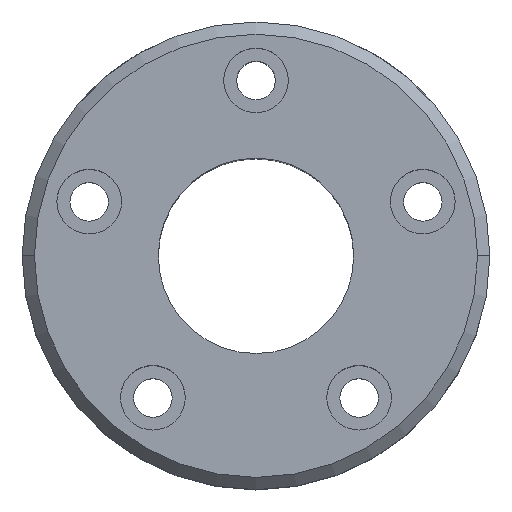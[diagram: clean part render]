
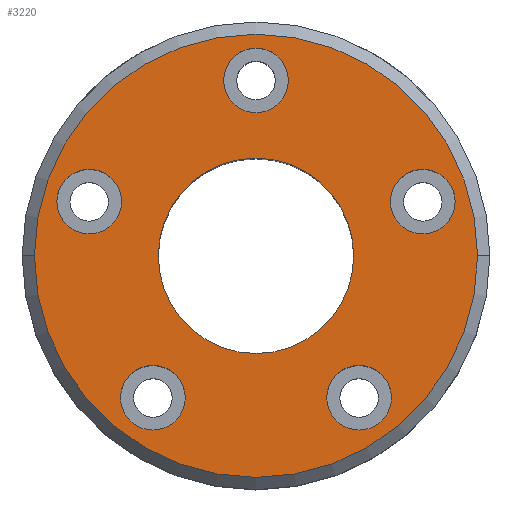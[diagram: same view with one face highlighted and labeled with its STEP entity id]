
A CAD part, top view. The second image highlights one B-rep face of the part: STEP entity #3220.
In plain terms, the highlighted planar face has unit normal (0, 0, 1).
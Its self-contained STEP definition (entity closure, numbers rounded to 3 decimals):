
#130 = PLANE ( 'NONE',  #3078 ) ;
#271 = FACE_BOUND ( 'NONE', #5950, .T. ) ;
#289 = DIRECTION ( 'NONE',  ( 0., 0., 1. ) ) ;
#305 = ORIENTED_EDGE ( 'NONE', *, *, #1391, .F. ) ;
#702 = DIRECTION ( 'NONE',  ( 0., 0., 1. ) ) ;
#773 = EDGE_CURVE ( 'NONE', #3525, #1753, #1470, .T. ) ;
#866 = CARTESIAN_POINT ( 'NONE',  ( 11.502, -23.057, 77.85 ) ) ;
#971 = CARTESIAN_POINT ( 'NONE',  ( 0., 0., 77.85 ) ) ;
#1191 = ORIENTED_EDGE ( 'NONE', *, *, #2849, .F. ) ;
#1220 = CARTESIAN_POINT ( 'NONE',  ( -27.105, 8.807, 77.85 ) ) ;
#1326 = AXIS2_PLACEMENT_3D ( 'NONE', #1220, #3917, #4534 ) ;
#1391 = EDGE_CURVE ( 'NONE', #2288, #7638, #5024, .T. ) ;
#1434 = EDGE_LOOP ( 'NONE', ( #7301, #8353 ) ) ;
#1450 = AXIS2_PLACEMENT_3D ( 'NONE', #6815, #3524, #2828 ) ;
#1470 = CIRCLE ( 'NONE', #4912, 5.25 ) ;
#1473 = CARTESIAN_POINT ( 'NONE',  ( 32.355, 8.807, 77.85 ) ) ;
#1492 = AXIS2_PLACEMENT_3D ( 'NONE', #1971, #5965, #2594 ) ;
#1719 = FACE_BOUND ( 'NONE', #7208, .T. ) ;
#1753 = VERTEX_POINT ( 'NONE', #7782 ) ;
#1780 = EDGE_CURVE ( 'NONE', #5614, #7104, #4043, .T. ) ;
#1851 = VERTEX_POINT ( 'NONE', #2488 ) ;
#1971 = CARTESIAN_POINT ( 'NONE',  ( -16.752, -23.057, 77.85 ) ) ;
#2035 = FACE_BOUND ( 'NONE', #4612, .T. ) ;
#2042 = DIRECTION ( 'NONE',  ( 0., 0., 1. ) ) ;
#2086 = ORIENTED_EDGE ( 'NONE', *, *, #5333, .F. ) ;
#2115 = EDGE_CURVE ( 'NONE', #7638, #2288, #3727, .T. ) ;
#2135 = CIRCLE ( 'NONE', #4421, 36. ) ;
#2179 = CARTESIAN_POINT ( 'NONE',  ( -16.752, -23.057, 77.85 ) ) ;
#2249 = VERTEX_POINT ( 'NONE', #7512 ) ;
#2282 = EDGE_CURVE ( 'NONE', #1851, #3226, #2678, .T. ) ;
#2288 = VERTEX_POINT ( 'NONE', #6770 ) ;
#2366 = EDGE_LOOP ( 'NONE', ( #5413, #1191 ) ) ;
#2443 = CIRCLE ( 'NONE', #3240, 36. ) ;
#2488 = CARTESIAN_POINT ( 'NONE',  ( -11.502, -23.057, 77.85 ) ) ;
#2519 = ORIENTED_EDGE ( 'NONE', *, *, #5811, .F. ) ;
#2540 = CARTESIAN_POINT ( 'NONE',  ( 27.105, 8.807, 77.85 ) ) ;
#2566 = DIRECTION ( 'NONE',  ( 0., 0., 1. ) ) ;
#2594 = DIRECTION ( 'NONE',  ( 1., 0., 0. ) ) ;
#2648 = DIRECTION ( 'NONE',  ( 0., 0., 1. ) ) ;
#2656 = CARTESIAN_POINT ( 'NONE',  ( 0., 28.5, 77.85 ) ) ;
#2673 = AXIS2_PLACEMENT_3D ( 'NONE', #2656, #702, #6001 ) ;
#2678 = CIRCLE ( 'NONE', #6241, 5.25 ) ;
#2703 = ORIENTED_EDGE ( 'NONE', *, *, #5859, .F. ) ;
#2828 = DIRECTION ( 'NONE',  ( 1., 0., 0. ) ) ;
#2841 = DIRECTION ( 'NONE',  ( 0., 0., 1. ) ) ;
#2849 = EDGE_CURVE ( 'NONE', #2249, #5635, #5694, .T. ) ;
#2883 = CARTESIAN_POINT ( 'NONE',  ( -5.25, 28.5, 77.85 ) ) ;
#2951 = AXIS2_PLACEMENT_3D ( 'NONE', #3980, #8628, #6621 ) ;
#3009 = ORIENTED_EDGE ( 'NONE', *, *, #773, .F. ) ;
#3057 = DIRECTION ( 'NONE',  ( 1., 0., 0. ) ) ;
#3078 = AXIS2_PLACEMENT_3D ( 'NONE', #6156, #2841, #3434 ) ;
#3220 = ADVANCED_FACE ( 'NONE', ( #7487, #3510, #1719, #6846, #2035, #271, #8426 ), #130, .T. ) ;
#3226 = VERTEX_POINT ( 'NONE', #4098 ) ;
#3240 = AXIS2_PLACEMENT_3D ( 'NONE', #971, #289, #4946 ) ;
#3332 = ORIENTED_EDGE ( 'NONE', *, *, #7228, .F. ) ;
#3402 = CIRCLE ( 'NONE', #2951, 15.875 ) ;
#3434 = DIRECTION ( 'NONE',  ( 1., 0., 0. ) ) ;
#3486 = DIRECTION ( 'NONE',  ( 1., 0., 0. ) ) ;
#3510 = FACE_BOUND ( 'NONE', #5817, .T. ) ;
#3524 = DIRECTION ( 'NONE',  ( 0., 0., 1. ) ) ;
#3525 = VERTEX_POINT ( 'NONE', #6387 ) ;
#3567 = DIRECTION ( 'NONE',  ( 0., 0., 1. ) ) ;
#3595 = CARTESIAN_POINT ( 'NONE',  ( 16.752, -23.057, 77.85 ) ) ;
#3727 = CIRCLE ( 'NONE', #2673, 5.25 ) ;
#3917 = DIRECTION ( 'NONE',  ( 0., 0., 1. ) ) ;
#3980 = CARTESIAN_POINT ( 'NONE',  ( 0., 0., 77.85 ) ) ;
#3992 = EDGE_CURVE ( 'NONE', #4683, #4799, #2135, .T. ) ;
#4024 = CARTESIAN_POINT ( 'NONE',  ( -27.105, 8.807, 77.85 ) ) ;
#4043 = CIRCLE ( 'NONE', #4185, 5.25 ) ;
#4098 = CARTESIAN_POINT ( 'NONE',  ( -22.002, -23.057, 77.85 ) ) ;
#4127 = CIRCLE ( 'NONE', #6877, 5.25 ) ;
#4145 = EDGE_CURVE ( 'NONE', #5635, #2249, #3402, .T. ) ;
#4185 = AXIS2_PLACEMENT_3D ( 'NONE', #5142, #7203, #7809 ) ;
#4300 = ORIENTED_EDGE ( 'NONE', *, *, #2115, .F. ) ;
#4334 = CARTESIAN_POINT ( 'NONE',  ( 0., 0., 77.85 ) ) ;
#4421 = AXIS2_PLACEMENT_3D ( 'NONE', #4334, #6901, #3057 ) ;
#4534 = DIRECTION ( 'NONE',  ( 1., 0., 0. ) ) ;
#4612 = EDGE_LOOP ( 'NONE', ( #7303, #3332 ) ) ;
#4624 = CARTESIAN_POINT ( 'NONE',  ( 0., 0., 77.85 ) ) ;
#4683 = VERTEX_POINT ( 'NONE', #6641 ) ;
#4723 = CARTESIAN_POINT ( 'NONE',  ( 36., 0., 77.85 ) ) ;
#4799 = VERTEX_POINT ( 'NONE', #4723 ) ;
#4846 = CIRCLE ( 'NONE', #1492, 5.25 ) ;
#4911 = AXIS2_PLACEMENT_3D ( 'NONE', #3595, #3567, #3486 ) ;
#4912 = AXIS2_PLACEMENT_3D ( 'NONE', #4024, #8059, #6729 ) ;
#4946 = DIRECTION ( 'NONE',  ( 1., 0., 0. ) ) ;
#5022 = AXIS2_PLACEMENT_3D ( 'NONE', #2540, #2566, #5280 ) ;
#5024 = CIRCLE ( 'NONE', #1450, 5.25 ) ;
#5142 = CARTESIAN_POINT ( 'NONE',  ( 27.105, 8.807, 77.85 ) ) ;
#5158 = CIRCLE ( 'NONE', #1326, 5.25 ) ;
#5251 = CARTESIAN_POINT ( 'NONE',  ( 21.855, 8.807, 77.85 ) ) ;
#5280 = DIRECTION ( 'NONE',  ( 1., 0., 0. ) ) ;
#5333 = EDGE_CURVE ( 'NONE', #8443, #7261, #5689, .T. ) ;
#5413 = ORIENTED_EDGE ( 'NONE', *, *, #4145, .F. ) ;
#5459 = DIRECTION ( 'NONE',  ( 0., 0., 1. ) ) ;
#5614 = VERTEX_POINT ( 'NONE', #1473 ) ;
#5635 = VERTEX_POINT ( 'NONE', #8169 ) ;
#5689 = CIRCLE ( 'NONE', #4911, 5.25 ) ;
#5694 = CIRCLE ( 'NONE', #7550, 15.875 ) ;
#5811 = EDGE_CURVE ( 'NONE', #3226, #1851, #4846, .T. ) ;
#5817 = EDGE_LOOP ( 'NONE', ( #2703, #2086 ) ) ;
#5859 = EDGE_CURVE ( 'NONE', #7261, #8443, #4127, .T. ) ;
#5950 = EDGE_LOOP ( 'NONE', ( #305, #4300 ) ) ;
#5965 = DIRECTION ( 'NONE',  ( 0., 0., 1. ) ) ;
#5970 = CARTESIAN_POINT ( 'NONE',  ( 22.002, -23.057, 77.85 ) ) ;
#6001 = DIRECTION ( 'NONE',  ( 1., 0., 0. ) ) ;
#6156 = CARTESIAN_POINT ( 'NONE',  ( 0., 0., 77.85 ) ) ;
#6241 = AXIS2_PLACEMENT_3D ( 'NONE', #2179, #5459, #8124 ) ;
#6327 = ORIENTED_EDGE ( 'NONE', *, *, #7231, .F. ) ;
#6387 = CARTESIAN_POINT ( 'NONE',  ( -21.855, 8.807, 77.85 ) ) ;
#6598 = DIRECTION ( 'NONE',  ( 1., 0., 0. ) ) ;
#6621 = DIRECTION ( 'NONE',  ( 1., 0., 0. ) ) ;
#6638 = CARTESIAN_POINT ( 'NONE',  ( 16.752, -23.057, 77.85 ) ) ;
#6641 = CARTESIAN_POINT ( 'NONE',  ( -36., 0., 77.85 ) ) ;
#6729 = DIRECTION ( 'NONE',  ( 1., 0., 0. ) ) ;
#6767 = EDGE_LOOP ( 'NONE', ( #3009, #6327 ) ) ;
#6770 = CARTESIAN_POINT ( 'NONE',  ( 5.25, 28.5, 77.85 ) ) ;
#6815 = CARTESIAN_POINT ( 'NONE',  ( 0., 28.5, 77.85 ) ) ;
#6846 = FACE_BOUND ( 'NONE', #6767, .T. ) ;
#6853 = ORIENTED_EDGE ( 'NONE', *, *, #2282, .F. ) ;
#6877 = AXIS2_PLACEMENT_3D ( 'NONE', #6638, #2648, #7330 ) ;
#6901 = DIRECTION ( 'NONE',  ( 0., 0., 1. ) ) ;
#7104 = VERTEX_POINT ( 'NONE', #5251 ) ;
#7157 = CIRCLE ( 'NONE', #5022, 5.25 ) ;
#7203 = DIRECTION ( 'NONE',  ( 0., 0., 1. ) ) ;
#7208 = EDGE_LOOP ( 'NONE', ( #6853, #2519 ) ) ;
#7228 = EDGE_CURVE ( 'NONE', #7104, #5614, #7157, .T. ) ;
#7231 = EDGE_CURVE ( 'NONE', #1753, #3525, #5158, .T. ) ;
#7261 = VERTEX_POINT ( 'NONE', #5970 ) ;
#7301 = ORIENTED_EDGE ( 'NONE', *, *, #3992, .T. ) ;
#7303 = ORIENTED_EDGE ( 'NONE', *, *, #1780, .F. ) ;
#7330 = DIRECTION ( 'NONE',  ( 1., 0., 0. ) ) ;
#7487 = FACE_OUTER_BOUND ( 'NONE', #1434, .T. ) ;
#7512 = CARTESIAN_POINT ( 'NONE',  ( 15.875, 0., 77.85 ) ) ;
#7550 = AXIS2_PLACEMENT_3D ( 'NONE', #4624, #2042, #6598 ) ;
#7638 = VERTEX_POINT ( 'NONE', #2883 ) ;
#7669 = EDGE_CURVE ( 'NONE', #4799, #4683, #2443, .T. ) ;
#7782 = CARTESIAN_POINT ( 'NONE',  ( -32.355, 8.807, 77.85 ) ) ;
#7809 = DIRECTION ( 'NONE',  ( 1., 0., 0. ) ) ;
#8059 = DIRECTION ( 'NONE',  ( 0., 0., 1. ) ) ;
#8124 = DIRECTION ( 'NONE',  ( 1., 0., 0. ) ) ;
#8169 = CARTESIAN_POINT ( 'NONE',  ( -15.875, 0., 77.85 ) ) ;
#8353 = ORIENTED_EDGE ( 'NONE', *, *, #7669, .T. ) ;
#8426 = FACE_BOUND ( 'NONE', #2366, .T. ) ;
#8443 = VERTEX_POINT ( 'NONE', #866 ) ;
#8628 = DIRECTION ( 'NONE',  ( 0., 0., 1. ) ) ;
